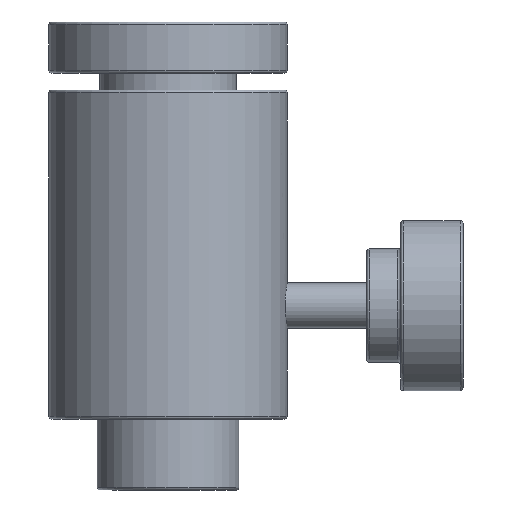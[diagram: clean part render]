
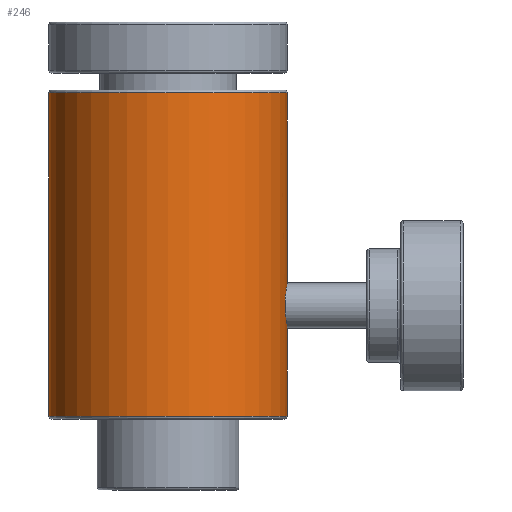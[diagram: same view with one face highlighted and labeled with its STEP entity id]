
A CAD part, left-side view. The second image highlights one B-rep face of the part: STEP entity #246.
In plain terms, the highlighted cylindrical face has radius 21 mm (diameter 42 mm), a full revolution.
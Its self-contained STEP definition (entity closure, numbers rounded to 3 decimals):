
#246 = ADVANCED_FACE( '', ( #334, #335, #336 ), #337, .T. );
#334 = FACE_BOUND( '', #493, .T. );
#335 = FACE_OUTER_BOUND( '', #494, .T. );
#336 = FACE_OUTER_BOUND( '', #495, .T. );
#337 = CYLINDRICAL_SURFACE( '', #496, 21. );
#493 = EDGE_LOOP( '', ( #660 ) );
#494 = EDGE_LOOP( '', ( #661 ) );
#495 = EDGE_LOOP( '', ( #662 ) );
#496 = AXIS2_PLACEMENT_3D( '', #663, #664, #665 );
#660 = ORIENTED_EDGE( '', *, *, #772, .T. );
#661 = ORIENTED_EDGE( '', *, *, #778, .T. );
#662 = ORIENTED_EDGE( '', *, *, #782, .T. );
#663 = CARTESIAN_POINT( '', ( 0., 0., 54. ) );
#664 = DIRECTION( '', ( 0., 0., 1. ) );
#665 = DIRECTION( '', ( -1., 0., 0. ) );
#772 = EDGE_CURVE( '', #831, #831, #832, .T. );
#778 = EDGE_CURVE( '', #843, #843, #844, .T. );
#782 = EDGE_CURVE( '', #851, #851, #852, .T. );
#831 = VERTEX_POINT( '', #949 );
#832 = B_SPLINE_CURVE_WITH_KNOTS( '', 3, ( #950, #951, #952, #953, #954, #955, #956, #957, #958, #959, #960, #961, #962, #963, #964, #965, #966, #967, #968, #969, #970, #971, #972, #973, #974, #975, #976, #977, #978, #979, #980, #981, #982, #983, #984 ), .UNSPECIFIED., .T., .F., ( 2, 1, 1, 1, 1, 1, 1, 1, 1, 1, 1, 1, 1, 1, 1, 1, 1, 1, 1, 1, 1, 1, 1, 1, 1, 1, 1, 1, 1, 1, 1, 1, 1, 1, 1, 1, 2 ), ( -0.063, -0.031, 0., 0.031, 0.063, 0.095, 0.126, 0.157, 0.188, 0.219, 0.25, 0.281, 0.312, 0.343, 0.374, 0.405, 0.437, 0.469, 0.5, 0.532, 0.563, 0.595, 0.626, 0.657, 0.688, 0.719, 0.75, 0.781, 0.812, 0.843, 0.874, 0.905, 0.937, 0.969, 1., 1.031, 1.063 ), .UNSPECIFIED. );
#843 = VERTEX_POINT( '', #1058 );
#844 = CIRCLE( '', #1059, 21. );
#851 = VERTEX_POINT( '', #1066 );
#852 = CIRCLE( '', #1067, 21. );
#949 = CARTESIAN_POINT( '', ( 0., -21., 16.1 ) );
#950 = CARTESIAN_POINT( '', ( 0.783, -20.99, 16.15 ) );
#951 = CARTESIAN_POINT( '', ( 0., -21.005, 16.075 ) );
#952 = CARTESIAN_POINT( '', ( -0.784, -20.99, 16.151 ) );
#953 = CARTESIAN_POINT( '', ( -1.538, -20.948, 16.379 ) );
#954 = CARTESIAN_POINT( '', ( -2.236, -20.884, 16.739 ) );
#955 = CARTESIAN_POINT( '', ( -2.843, -20.809, 17.225 ) );
#956 = CARTESIAN_POINT( '', ( -3.341, -20.734, 17.817 ) );
#957 = CARTESIAN_POINT( '', ( -3.71, -20.67, 18.498 ) );
#958 = CARTESIAN_POINT( '', ( -3.943, -20.627, 19.235 ) );
#959 = CARTESIAN_POINT( '', ( -4.021, -20.611, 20. ) );
#960 = CARTESIAN_POINT( '', ( -3.943, -20.627, 20.766 ) );
#961 = CARTESIAN_POINT( '', ( -3.709, -20.671, 21.503 ) );
#962 = CARTESIAN_POINT( '', ( -3.341, -20.734, 22.184 ) );
#963 = CARTESIAN_POINT( '', ( -2.843, -20.809, 22.776 ) );
#964 = CARTESIAN_POINT( '', ( -2.235, -20.884, 23.262 ) );
#965 = CARTESIAN_POINT( '', ( -1.536, -20.948, 23.621 ) );
#966 = CARTESIAN_POINT( '', ( -0.781, -20.99, 23.849 ) );
#967 = CARTESIAN_POINT( '', ( 0.004, -21.005, 23.925 ) );
#968 = CARTESIAN_POINT( '', ( 0.788, -20.99, 23.85 ) );
#969 = CARTESIAN_POINT( '', ( 1.541, -20.948, 23.621 ) );
#970 = CARTESIAN_POINT( '', ( 2.238, -20.884, 23.261 ) );
#971 = CARTESIAN_POINT( '', ( 2.843, -20.809, 22.775 ) );
#972 = CARTESIAN_POINT( '', ( 3.341, -20.734, 22.182 ) );
#973 = CARTESIAN_POINT( '', ( 3.709, -20.671, 21.501 ) );
#974 = CARTESIAN_POINT( '', ( 3.943, -20.627, 20.764 ) );
#975 = CARTESIAN_POINT( '', ( 4.021, -20.611, 19.998 ) );
#976 = CARTESIAN_POINT( '', ( 3.943, -20.627, 19.231 ) );
#977 = CARTESIAN_POINT( '', ( 3.708, -20.671, 18.495 ) );
#978 = CARTESIAN_POINT( '', ( 3.339, -20.734, 17.814 ) );
#979 = CARTESIAN_POINT( '', ( 2.84, -20.81, 17.222 ) );
#980 = CARTESIAN_POINT( '', ( 2.233, -20.884, 16.736 ) );
#981 = CARTESIAN_POINT( '', ( 1.537, -20.948, 16.377 ) );
#982 = CARTESIAN_POINT( '', ( 0.783, -20.99, 16.15 ) );
#983 = CARTESIAN_POINT( '', ( 0., -21.005, 16.075 ) );
#984 = CARTESIAN_POINT( '', ( -0.784, -20.99, 16.151 ) );
#1058 = CARTESIAN_POINT( '', ( 21., 0., 0.5 ) );
#1059 = AXIS2_PLACEMENT_3D( '', #1155, #1156, #1157 );
#1066 = CARTESIAN_POINT( '', ( -21., 0., 57.5 ) );
#1067 = AXIS2_PLACEMENT_3D( '', #1167, #1168, #1169 );
#1155 = CARTESIAN_POINT( '', ( 0., 0., 0.5 ) );
#1156 = DIRECTION( '', ( 0., 0., 1. ) );
#1157 = DIRECTION( '', ( 1., 0., 0. ) );
#1167 = CARTESIAN_POINT( '', ( 0., 0., 57.5 ) );
#1168 = DIRECTION( '', ( 0., 0., -1. ) );
#1169 = DIRECTION( '', ( -1., 0., 0. ) );
